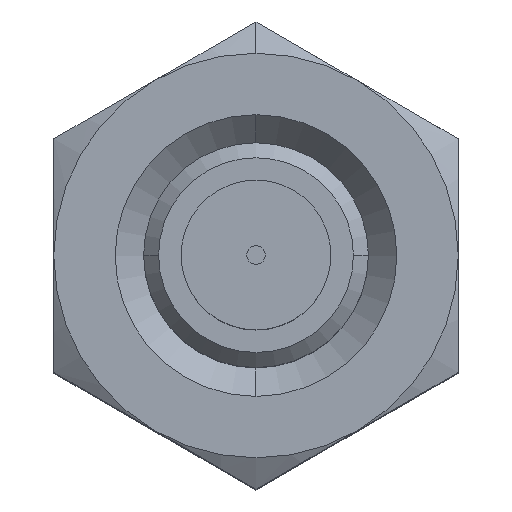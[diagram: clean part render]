
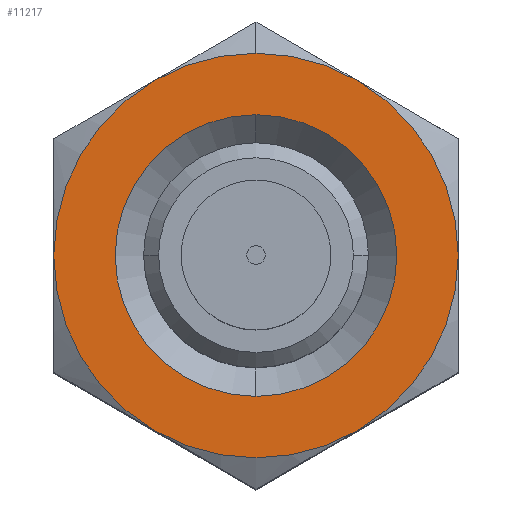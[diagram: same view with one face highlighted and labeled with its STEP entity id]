
A CAD part, top view. The second image highlights one B-rep face of the part: STEP entity #11217.
In plain terms, the highlighted planar face has unit normal (0, 0, 1).
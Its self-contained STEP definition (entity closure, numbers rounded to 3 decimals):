
#3847=CARTESIAN_POINT('',(1.35,2.338,-3.95));
#3849=CARTESIAN_POINT('',(0.,0.,-3.95));
#3850=DIRECTION('',(0.,0.,1.));
#3851=DIRECTION('',(0.,1.,0.));
#3852=AXIS2_PLACEMENT_3D('',#3849,#3850,#3851);
#3854=CARTESIAN_POINT('',(0.,0.,-3.95));
#3855=DIRECTION('',(0.,0.,1.));
#3856=DIRECTION('',(0.5,0.866,0.));
#3857=AXIS2_PLACEMENT_3D('',#3854,#3855,#3856);
#3859=CARTESIAN_POINT('',(0.,0.,-3.95));
#3860=DIRECTION('',(0.,0.,1.));
#3861=DIRECTION('',(1.,0.,0.));
#3862=AXIS2_PLACEMENT_3D('',#3859,#3860,#3861);
#3864=CARTESIAN_POINT('',(0.,0.,-3.95));
#3865=DIRECTION('',(0.,0.,1.));
#3866=DIRECTION('',(0.5,-0.866,0.));
#3867=AXIS2_PLACEMENT_3D('',#3864,#3865,#3866);
#3869=CARTESIAN_POINT('',(0.,0.,-3.95));
#3870=DIRECTION('',(0.,0.,1.));
#3871=DIRECTION('',(0.,-1.,0.));
#3872=AXIS2_PLACEMENT_3D('',#3869,#3870,#3871);
#3874=CARTESIAN_POINT('',(0.,0.,-3.95));
#3875=DIRECTION('',(0.,0.,1.));
#3876=DIRECTION('',(-0.5,-0.866,0.));
#3877=AXIS2_PLACEMENT_3D('',#3874,#3875,#3876);
#3879=CARTESIAN_POINT('',(0.,0.,-3.95));
#3880=DIRECTION('',(0.,0.,1.));
#3881=DIRECTION('',(-1.,0.,0.));
#3882=AXIS2_PLACEMENT_3D('',#3879,#3880,#3881);
#3884=CARTESIAN_POINT('',(0.,0.,-3.95));
#3885=DIRECTION('',(0.,0.,1.));
#3886=DIRECTION('',(-0.5,0.866,0.));
#3887=AXIS2_PLACEMENT_3D('',#3884,#3885,#3886);
#3889=CARTESIAN_POINT('',(0.,0.,-3.95));
#3890=DIRECTION('',(0.,0.,-1.));
#3891=DIRECTION('',(0.,1.,0.));
#3892=AXIS2_PLACEMENT_3D('',#3889,#3890,#3891);
#3894=CARTESIAN_POINT('',(0.,0.,-3.95));
#3895=DIRECTION('',(0.,0.,-1.));
#3896=DIRECTION('',(0.,-1.,0.));
#3897=AXIS2_PLACEMENT_3D('',#3894,#3895,#3896);
#4266=VERTEX_POINT('',#3847);
#4267=CARTESIAN_POINT('',(1.35,-2.338,-3.95));
#4268=CARTESIAN_POINT('',(2.7,0.,-3.95));
#4269=VERTEX_POINT('',#4267);
#4270=VERTEX_POINT('',#4268);
#4271=CARTESIAN_POINT('',(-2.7,0.,-3.95));
#4272=CARTESIAN_POINT('',(-1.35,-2.338,-3.95));
#4273=VERTEX_POINT('',#4271);
#4274=VERTEX_POINT('',#4272);
#4275=CARTESIAN_POINT('',(0.,2.7,-3.95));
#4276=CARTESIAN_POINT('',(-1.35,2.338,-3.95));
#4277=VERTEX_POINT('',#4275);
#4278=VERTEX_POINT('',#4276);
#4279=CARTESIAN_POINT('',(0.,-1.88,-3.95));
#4280=CARTESIAN_POINT('',(0.,1.88,-3.95));
#4281=VERTEX_POINT('',#4279);
#4282=VERTEX_POINT('',#4280);
#4292=CARTESIAN_POINT('',(0.,-2.7,-3.95));
#4293=VERTEX_POINT('',#4292);
#11189=CARTESIAN_POINT('',(0.,0.,-3.95));
#11190=DIRECTION('',(0.,0.,-1.));
#11191=DIRECTION('',(0.,1.,0.));
#11192=AXIS2_PLACEMENT_3D('',#11189,#11190,#11191);
#11193=PLANE('',#11192);
#11195=ORIENTED_EDGE('',*,*,#11194,.F.);
#11197=ORIENTED_EDGE('',*,*,#11196,.F.);
#11198=ORIENTED_EDGE('',*,*,#11176,.F.);
#11200=ORIENTED_EDGE('',*,*,#11199,.F.);
#11202=ORIENTED_EDGE('',*,*,#11201,.F.);
#11204=ORIENTED_EDGE('',*,*,#11203,.F.);
#11206=ORIENTED_EDGE('',*,*,#11205,.F.);
#11208=ORIENTED_EDGE('',*,*,#11207,.F.);
#11209=EDGE_LOOP('',(#11195,#11197,#11198,#11200,#11202,#11204,#11206,#11208));
#11210=FACE_OUTER_BOUND('',#11209,.F.);
#11212=ORIENTED_EDGE('',*,*,#11211,.F.);
#11214=ORIENTED_EDGE('',*,*,#11213,.F.);
#11215=EDGE_LOOP('',(#11212,#11214));
#11216=FACE_BOUND('',#11215,.F.);
#11217=ADVANCED_FACE('',(#11210,#11216),#11193,.F.);
#3853=CIRCLE('',#3852,2.7);
#3858=CIRCLE('',#3857,2.7);
#3863=CIRCLE('',#3862,2.7);
#3868=CIRCLE('',#3867,2.7);
#3873=CIRCLE('',#3872,2.7);
#3878=CIRCLE('',#3877,2.7);
#3883=CIRCLE('',#3882,2.7);
#3888=CIRCLE('',#3887,2.7);
#3893=CIRCLE('',#3892,1.88);
#3898=CIRCLE('',#3897,1.88);
#11176=EDGE_CURVE('',#4270,#4266,#3863,.T.);
#11194=EDGE_CURVE('',#4277,#4278,#3853,.T.);
#11196=EDGE_CURVE('',#4266,#4277,#3858,.T.);
#11199=EDGE_CURVE('',#4269,#4270,#3868,.T.);
#11201=EDGE_CURVE('',#4293,#4269,#3873,.T.);
#11203=EDGE_CURVE('',#4274,#4293,#3878,.T.);
#11205=EDGE_CURVE('',#4273,#4274,#3883,.T.);
#11207=EDGE_CURVE('',#4278,#4273,#3888,.T.);
#11211=EDGE_CURVE('',#4282,#4281,#3893,.T.);
#11213=EDGE_CURVE('',#4281,#4282,#3898,.T.);
